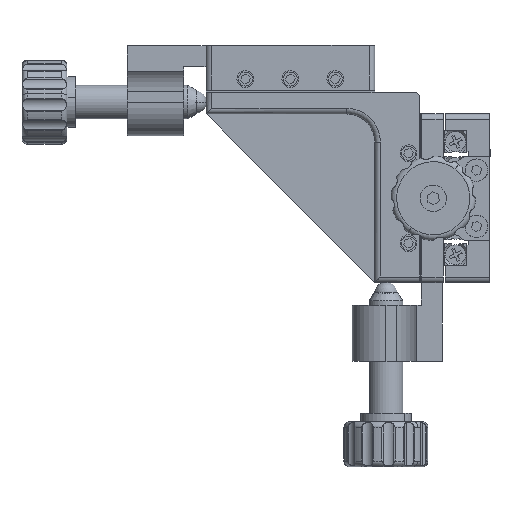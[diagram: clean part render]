
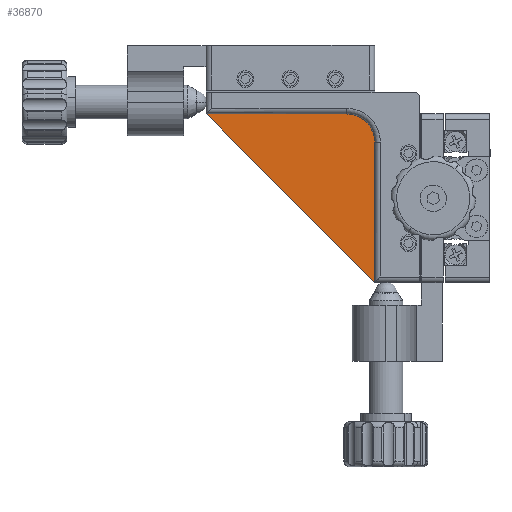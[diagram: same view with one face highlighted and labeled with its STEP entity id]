
A CAD part, left-side view. The second image highlights one B-rep face of the part: STEP entity #36870.
In plain terms, the highlighted planar face has unit normal (-1, 0, 0).
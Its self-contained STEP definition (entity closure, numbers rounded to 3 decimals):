
#1192 = VECTOR ( 'NONE', #26111, 1000. ) ;
#1445 = CARTESIAN_POINT ( 'NONE',  ( -3., 25.5, 10. ) ) ;
#1896 = CARTESIAN_POINT ( 'NONE',  ( -3., 25.5, 15. ) ) ;
#4833 = CARTESIAN_POINT ( 'NONE',  ( -3., 25.5, 10. ) ) ;
#6502 = EDGE_CURVE ( 'NONE', #31677, #68757, #29891, .T. ) ;
#6602 = CARTESIAN_POINT ( 'NONE',  ( -3., 20.5, 10. ) ) ;
#7821 = DIRECTION ( 'NONE',  ( 0., -0.707, -0.707 ) ) ;
#10789 = VECTOR ( 'NONE', #41427, 1000. ) ;
#14679 = ORIENTED_EDGE ( 'NONE', *, *, #70032, .T. ) ;
#16843 = DIRECTION ( 'NONE',  ( -1., 0., 0. ) ) ;
#20908 = CARTESIAN_POINT ( 'NONE',  ( -3., 50.5, 15. ) ) ;
#21731 = ORIENTED_EDGE ( 'NONE', *, *, #6502, .T. ) ;
#26111 = DIRECTION ( 'NONE',  ( 0., 0., 1. ) ) ;
#29891 = LINE ( 'NONE', #56618, #1192 ) ;
#31677 = VERTEX_POINT ( 'NONE', #66557 ) ;
#32182 = AXIS2_PLACEMENT_3D ( 'NONE', #4833, #16843, #53180 ) ;
#34511 = PLANE ( 'NONE',  #32182 ) ;
#35892 = CARTESIAN_POINT ( 'NONE',  ( -3., 50.5, 15. ) ) ;
#36870 = ADVANCED_FACE ( 'NONE', ( #59913 ), #34511, .T. ) ;
#37512 = EDGE_CURVE ( 'NONE', #52893, #31677, #45505, .T. ) ;
#37563 = VERTEX_POINT ( 'NONE', #1896 ) ;
#37839 = DIRECTION ( 'NONE',  ( -1., 0., 0. ) ) ;
#41427 = DIRECTION ( 'NONE',  ( 0., 1., 0. ) ) ;
#45214 = LINE ( 'NONE', #47337, #10789 ) ;
#45505 = LINE ( 'NONE', #20908, #69441 ) ;
#47337 = CARTESIAN_POINT ( 'NONE',  ( -3., 25.5, 15. ) ) ;
#49537 = ORIENTED_EDGE ( 'NONE', *, *, #37512, .T. ) ;
#49671 = EDGE_CURVE ( 'NONE', #68757, #37563, #69835, .T. ) ;
#52893 = VERTEX_POINT ( 'NONE', #35892 ) ;
#53180 = DIRECTION ( 'NONE',  ( 0., 0., 1. ) ) ;
#56618 = CARTESIAN_POINT ( 'NONE',  ( -3., 20.5, -15. ) ) ;
#59913 = FACE_OUTER_BOUND ( 'NONE', #66067, .T. ) ;
#64689 = AXIS2_PLACEMENT_3D ( 'NONE', #1445, #37839, #74462 ) ;
#66067 = EDGE_LOOP ( 'NONE', ( #49537, #21731, #73960, #14679 ) ) ;
#66557 = CARTESIAN_POINT ( 'NONE',  ( -3., 20.5, -15. ) ) ;
#68757 = VERTEX_POINT ( 'NONE', #6602 ) ;
#69441 = VECTOR ( 'NONE', #7821, 1000. ) ;
#69835 = CIRCLE ( 'NONE', #64689, 5. ) ;
#70032 = EDGE_CURVE ( 'NONE', #37563, #52893, #45214, .T. ) ;
#73960 = ORIENTED_EDGE ( 'NONE', *, *, #49671, .T. ) ;
#74462 = DIRECTION ( 'NONE',  ( 0., 0., 1. ) ) ;
